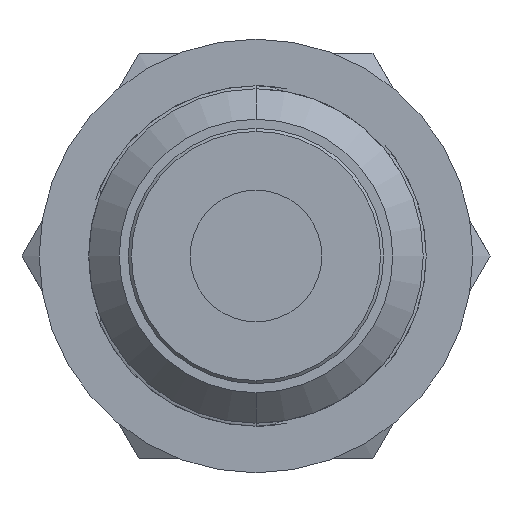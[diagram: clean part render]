
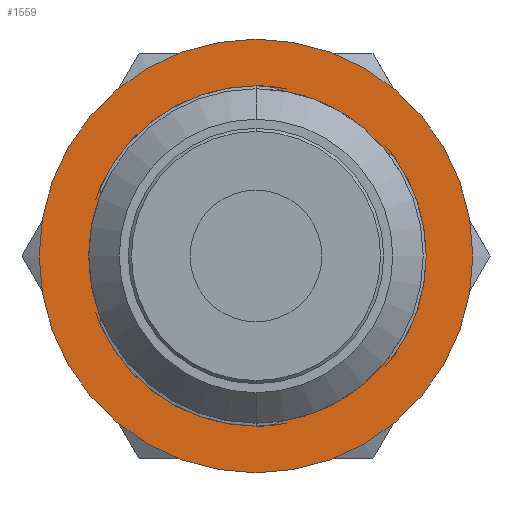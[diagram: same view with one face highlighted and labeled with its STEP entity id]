
A CAD part, front view. The second image highlights one B-rep face of the part: STEP entity #1559.
In plain terms, the highlighted planar face has unit normal (0, -1, 0).
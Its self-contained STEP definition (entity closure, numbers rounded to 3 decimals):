
#156 = CARTESIAN_POINT ( 'NONE',  ( 0., 7., 0. ) ) ;
#157 = AXIS2_PLACEMENT_3D ( 'NONE', #156, #205, #204 ) ;
#158 = CIRCLE ( 'NONE', #157, 10.7 ) ;
#204 = DIRECTION ( 'NONE',  ( 0., 0., -1. ) ) ;
#205 = DIRECTION ( 'NONE',  ( 0., -1., 0. ) ) ;
#245 = CARTESIAN_POINT ( 'NONE',  ( -7.65, 7., 3.47 ) ) ;
#246 = DIRECTION ( 'NONE',  ( 0., 0., -1. ) ) ;
#247 = DIRECTION ( 'NONE',  ( 0., -1., 0. ) ) ;
#248 = CARTESIAN_POINT ( 'NONE',  ( 0., 7., 0. ) ) ;
#249 = AXIS2_PLACEMENT_3D ( 'NONE', #248, #247, #246 ) ;
#254 = CIRCLE ( 'NONE', #249, 8.4 ) ;
#431 = CARTESIAN_POINT ( 'NONE',  ( 0., 7., -10.7 ) ) ;
#452 = CARTESIAN_POINT ( 'NONE',  ( 0., 7., 10.7 ) ) ;
#457 = CARTESIAN_POINT ( 'NONE',  ( 0., 7., -8.4 ) ) ;
#458 = CARTESIAN_POINT ( 'NONE',  ( 0., 7., 0. ) ) ;
#476 = CARTESIAN_POINT ( 'NONE',  ( 0., 7., 8.4 ) ) ;
#491 = DIRECTION ( 'NONE',  ( 0., 0., -1. ) ) ;
#492 = DIRECTION ( 'NONE',  ( 0., -1., 0. ) ) ;
#493 = AXIS2_PLACEMENT_3D ( 'NONE', #458, #492, #491 ) ;
#494 = CIRCLE ( 'NONE', #493, 8.4 ) ;
#529 = CARTESIAN_POINT ( 'NONE',  ( -7.65, 7., -3.47 ) ) ;
#1111 = VERTEX_POINT ( 'NONE', #2310 ) ;
#1120 = VERTEX_POINT ( 'NONE', #2346 ) ;
#1194 = VERTEX_POINT ( 'NONE', #2724 ) ;
#1215 = EDGE_CURVE ( 'NONE', #1298, #1242, #2731, .T. ) ;
#1242 = VERTEX_POINT ( 'NONE', #2594 ) ;
#1298 = VERTEX_POINT ( 'NONE', #2779 ) ;
#1299 = VERTEX_POINT ( 'NONE', #2778 ) ;
#1302 = EDGE_CURVE ( 'NONE', #1111, #1194, #2776, .T. ) ;
#1319 = EDGE_CURVE ( 'NONE', #1299, #1120, #2849, .T. ) ;
#1320 = VERTEX_POINT ( 'NONE', #2863 ) ;
#1321 = VERTEX_POINT ( 'NONE', #2843 ) ;
#1323 = VERTEX_POINT ( 'NONE', #2850 ) ;
#1354 = EDGE_CURVE ( 'NONE', #1357, #2082, #2856, .T. ) ;
#1357 = VERTEX_POINT ( 'NONE', #2913 ) ;
#1364 = ORIENTED_EDGE ( 'NONE', *, *, #1365, .F. ) ;
#1365 = EDGE_CURVE ( 'NONE', #1321, #1120, #2951, .T. ) ;
#1366 = ORIENTED_EDGE ( 'NONE', *, *, #1394, .F. ) ;
#1367 = ORIENTED_EDGE ( 'NONE', *, *, #1498, .F. ) ;
#1368 = ORIENTED_EDGE ( 'NONE', *, *, #1215, .T. ) ;
#1369 = ORIENTED_EDGE ( 'NONE', *, *, #1428, .F. ) ;
#1370 = EDGE_CURVE ( 'NONE', #1872, #1194, #2924, .T. ) ;
#1394 = EDGE_CURVE ( 'NONE', #1320, #1321, #2867, .T. ) ;
#1428 = EDGE_CURVE ( 'NONE', #1323, #1242, #3021, .T. ) ;
#1430 = EDGE_CURVE ( 'NONE', #2065, #1323, #2974, .T. ) ;
#1437 = EDGE_CURVE ( 'NONE', #1299, #1357, #2977, .T. ) ;
#1492 = ORIENTED_EDGE ( 'NONE', *, *, #1302, .T. ) ;
#1493 = EDGE_LOOP ( 'NONE', ( #1494, #1492, #1544, #1540, #1541, #1542, #1543, #1364, #1366, #1367, #1368, #1369, #1538, #1545 ) ) ;
#1494 = ORIENTED_EDGE ( 'NONE', *, *, #1574, .F. ) ;
#1495 = ORIENTED_EDGE ( 'NONE', *, *, #1501, .T. ) ;
#1498 = EDGE_CURVE ( 'NONE', #1298, #1320, #3173, .T. ) ;
#1501 = EDGE_CURVE ( 'NONE', #2093, #2062, #3225, .T. ) ;
#1538 = ORIENTED_EDGE ( 'NONE', *, *, #1430, .F. ) ;
#1540 = ORIENTED_EDGE ( 'NONE', *, *, #1871, .F. ) ;
#1541 = ORIENTED_EDGE ( 'NONE', *, *, #1354, .F. ) ;
#1542 = ORIENTED_EDGE ( 'NONE', *, *, #1437, .F. ) ;
#1543 = ORIENTED_EDGE ( 'NONE', *, *, #1319, .T. ) ;
#1544 = ORIENTED_EDGE ( 'NONE', *, *, #1370, .F. ) ;
#1545 = ORIENTED_EDGE ( 'NONE', *, *, #2069, .F. ) ;
#1547 = EDGE_LOOP ( 'NONE', ( #1548, #1495 ) ) ;
#1548 = ORIENTED_EDGE ( 'NONE', *, *, #1862, .T. ) ;
#1559 = ADVANCED_FACE ( 'NONE', ( #3286, #3285 ), #3247, .T. ) ;
#1574 = EDGE_CURVE ( 'NONE', #1111, #2064, #3279, .T. ) ;
#1862 = EDGE_CURVE ( 'NONE', #2062, #2093, #158, .T. ) ;
#1871 = EDGE_CURVE ( 'NONE', #2082, #1872, #254, .T. ) ;
#1872 = VERTEX_POINT ( 'NONE', #245 ) ;
#2062 = VERTEX_POINT ( 'NONE', #431 ) ;
#2064 = VERTEX_POINT ( 'NONE', #529 ) ;
#2065 = VERTEX_POINT ( 'NONE', #457 ) ;
#2069 = EDGE_CURVE ( 'NONE', #2064, #2065, #494, .T. ) ;
#2082 = VERTEX_POINT ( 'NONE', #476 ) ;
#2093 = VERTEX_POINT ( 'NONE', #452 ) ;
#2310 = CARTESIAN_POINT ( 'NONE',  ( -7.65, 7., -3.089 ) ) ;
#2346 = CARTESIAN_POINT ( 'NONE',  ( 6.5, 7., 5.081 ) ) ;
#2594 = CARTESIAN_POINT ( 'NONE',  ( 1.15, 7., -8.169 ) ) ;
#2711 = DIRECTION ( 'NONE',  ( 0., 0., -1. ) ) ;
#2712 = DIRECTION ( 'NONE',  ( 0., 1., 0. ) ) ;
#2713 = CARTESIAN_POINT ( 'NONE',  ( 0., 7., 0. ) ) ;
#2714 = AXIS2_PLACEMENT_3D ( 'NONE', #2713, #2712, #2711 ) ;
#2724 = CARTESIAN_POINT ( 'NONE',  ( -7.65, 7., 3.089 ) ) ;
#2731 = CIRCLE ( 'NONE', #2714, 8.25 ) ;
#2775 = AXIS2_PLACEMENT_3D ( 'NONE', #2797, #2796, #2795 ) ;
#2776 = CIRCLE ( 'NONE', #2775, 8.25 ) ;
#2778 = CARTESIAN_POINT ( 'NONE',  ( 1.15, 7., 8.169 ) ) ;
#2779 = CARTESIAN_POINT ( 'NONE',  ( 6.5, 7., -5.081 ) ) ;
#2795 = DIRECTION ( 'NONE',  ( 0., 0., -1. ) ) ;
#2796 = DIRECTION ( 'NONE',  ( 0., 1., 0. ) ) ;
#2797 = CARTESIAN_POINT ( 'NONE',  ( 0., 7., 0. ) ) ;
#2843 = CARTESIAN_POINT ( 'NONE',  ( 6.83, 7., 4.89 ) ) ;
#2849 = CIRCLE ( 'NONE', #2943, 8.25 ) ;
#2850 = CARTESIAN_POINT ( 'NONE',  ( 0.82, 7., -8.36 ) ) ;
#2855 = AXIS2_PLACEMENT_3D ( 'NONE', #2947, #2946, #2945 ) ;
#2856 = CIRCLE ( 'NONE', #2855, 8.4 ) ;
#2863 = CARTESIAN_POINT ( 'NONE',  ( 6.83, 7., -4.89 ) ) ;
#2864 = DIRECTION ( 'NONE',  ( 0., -1., 0. ) ) ;
#2865 = CARTESIAN_POINT ( 'NONE',  ( 0., 7., 0. ) ) ;
#2866 = AXIS2_PLACEMENT_3D ( 'NONE', #2865, #2864, #2898 ) ;
#2867 = CIRCLE ( 'NONE', #2866, 8.4 ) ;
#2898 = DIRECTION ( 'NONE',  ( 0., 0., -1. ) ) ;
#2913 = CARTESIAN_POINT ( 'NONE',  ( 0.82, 7., 8.36 ) ) ;
#2921 = DIRECTION ( 'NONE',  ( 0., 0., -1. ) ) ;
#2922 = VECTOR ( 'NONE', #2921, 1000. ) ;
#2923 = CARTESIAN_POINT ( 'NONE',  ( -7.65, 7., -3.47 ) ) ;
#2924 = LINE ( 'NONE', #2923, #2922 ) ;
#2933 = DIRECTION ( 'NONE',  ( 0., 0., -1. ) ) ;
#2941 = DIRECTION ( 'NONE',  ( 0., 1., 0. ) ) ;
#2942 = CARTESIAN_POINT ( 'NONE',  ( 0., 7., 0. ) ) ;
#2943 = AXIS2_PLACEMENT_3D ( 'NONE', #2942, #2941, #2933 ) ;
#2945 = DIRECTION ( 'NONE',  ( 0., 0., -1. ) ) ;
#2946 = DIRECTION ( 'NONE',  ( 0., -1., 0. ) ) ;
#2947 = CARTESIAN_POINT ( 'NONE',  ( 0., 7., 0. ) ) ;
#2948 = DIRECTION ( 'NONE',  ( -0.866, 0., 0.5 ) ) ;
#2949 = VECTOR ( 'NONE', #2948, 1000. ) ;
#2950 = CARTESIAN_POINT ( 'NONE',  ( 0.82, 7., 8.36 ) ) ;
#2951 = LINE ( 'NONE', #2950, #2949 ) ;
#2974 = CIRCLE ( 'NONE', #2981, 8.4 ) ;
#2975 = CARTESIAN_POINT ( 'NONE',  ( 0.82, 7., 8.36 ) ) ;
#2976 = VECTOR ( 'NONE', #3019, 1000. ) ;
#2977 = LINE ( 'NONE', #2975, #2991 ) ;
#2978 = DIRECTION ( 'NONE',  ( 0., 0., -1. ) ) ;
#2979 = DIRECTION ( 'NONE',  ( 0., -1., 0. ) ) ;
#2980 = CARTESIAN_POINT ( 'NONE',  ( 0., 7., 0. ) ) ;
#2981 = AXIS2_PLACEMENT_3D ( 'NONE', #2980, #2979, #2978 ) ;
#2990 = DIRECTION ( 'NONE',  ( -0.866, 0., 0.5 ) ) ;
#2991 = VECTOR ( 'NONE', #2990, 1000. ) ;
#3019 = DIRECTION ( 'NONE',  ( 0.866, 0., 0.5 ) ) ;
#3020 = CARTESIAN_POINT ( 'NONE',  ( 6.83, 7., -4.89 ) ) ;
#3021 = LINE ( 'NONE', #3020, #2976 ) ;
#3170 = DIRECTION ( 'NONE',  ( 0.866, 0., 0.5 ) ) ;
#3171 = VECTOR ( 'NONE', #3170, 1000. ) ;
#3172 = CARTESIAN_POINT ( 'NONE',  ( 6.83, 7., -4.89 ) ) ;
#3173 = LINE ( 'NONE', #3172, #3171 ) ;
#3185 = DIRECTION ( 'NONE',  ( 0., 0., -1. ) ) ;
#3186 = DIRECTION ( 'NONE',  ( 0., -1., 0. ) ) ;
#3187 = CARTESIAN_POINT ( 'NONE',  ( 0., 7., 0. ) ) ;
#3188 = AXIS2_PLACEMENT_3D ( 'NONE', #3187, #3186, #3185 ) ;
#3225 = CIRCLE ( 'NONE', #3188, 10.7 ) ;
#3246 = AXIS2_PLACEMENT_3D ( 'NONE', #3283, #3282, #3281 ) ;
#3247 = PLANE ( 'NONE',  #3246 ) ;
#3276 = DIRECTION ( 'NONE',  ( 0., 0., -1. ) ) ;
#3277 = VECTOR ( 'NONE', #3276, 1000. ) ;
#3278 = CARTESIAN_POINT ( 'NONE',  ( -7.65, 7., -3.47 ) ) ;
#3279 = LINE ( 'NONE', #3278, #3277 ) ;
#3281 = DIRECTION ( 'NONE',  ( 0., 0., -1. ) ) ;
#3282 = DIRECTION ( 'NONE',  ( 0., -1., 0. ) ) ;
#3283 = CARTESIAN_POINT ( 'NONE',  ( 8.4, 7., 0. ) ) ;
#3285 = FACE_BOUND ( 'NONE', #1493, .T. ) ;
#3286 = FACE_OUTER_BOUND ( 'NONE', #1547, .T. ) ;
